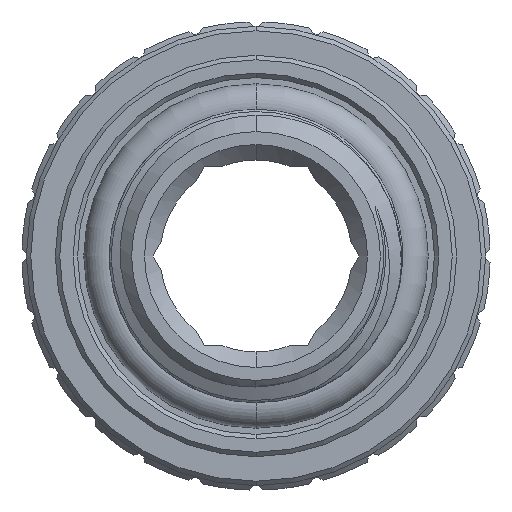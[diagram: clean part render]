
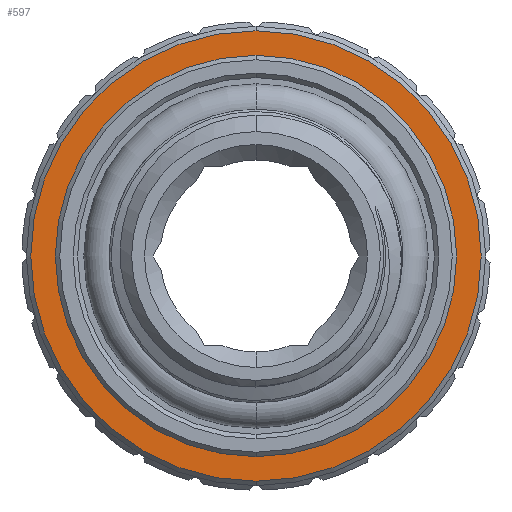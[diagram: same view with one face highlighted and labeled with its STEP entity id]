
A CAD part, front view. The second image highlights one B-rep face of the part: STEP entity #597.
In plain terms, the highlighted planar face has unit normal (0, -1, 0).
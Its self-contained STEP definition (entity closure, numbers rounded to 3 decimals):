
#161 = CARTESIAN_POINT ( 'NONE',  ( 0., 0.2, 10.1 ) ) ;
#597 = ADVANCED_FACE ( 'NONE', ( #3095, #16056 ), #3457, .F. ) ;
#938 = CIRCLE ( 'NONE', #17651, 9. ) ;
#1257 = DIRECTION ( 'NONE',  ( 0., 0., -1. ) ) ;
#1356 = CIRCLE ( 'NONE', #8372, 9. ) ;
#1490 = DIRECTION ( 'NONE',  ( 0., -1., 0. ) ) ;
#1863 = ORIENTED_EDGE ( 'NONE', *, *, #17139, .F. ) ;
#2617 = CIRCLE ( 'NONE', #16690, 10.1 ) ;
#2708 = DIRECTION ( 'NONE',  ( 0., -1., 0. ) ) ;
#2709 = CARTESIAN_POINT ( 'NONE',  ( 0., 0.2, 0. ) ) ;
#3095 = FACE_BOUND ( 'NONE', #13415, .T. ) ;
#3218 = EDGE_CURVE ( 'NONE', #13046, #14079, #938, .T. ) ;
#3457 = PLANE ( 'NONE',  #14711 ) ;
#3741 = EDGE_CURVE ( 'NONE', #13871, #11350, #12645, .T. ) ;
#5196 = CARTESIAN_POINT ( 'NONE',  ( 0., 0.2, 0. ) ) ;
#5633 = DIRECTION ( 'NONE',  ( 0., -1., 0. ) ) ;
#7317 = DIRECTION ( 'NONE',  ( 0., 1., 0. ) ) ;
#7688 = ORIENTED_EDGE ( 'NONE', *, *, #11496, .T. ) ;
#7945 = AXIS2_PLACEMENT_3D ( 'NONE', #2709, #5633, #11253 ) ;
#8372 = AXIS2_PLACEMENT_3D ( 'NONE', #16666, #2708, #1257 ) ;
#8638 = DIRECTION ( 'NONE',  ( 0., 0., -1. ) ) ;
#9050 = CARTESIAN_POINT ( 'NONE',  ( -5.725, 0.2, 0. ) ) ;
#9563 = CARTESIAN_POINT ( 'NONE',  ( 0., 0.2, 9. ) ) ;
#10078 = DIRECTION ( 'NONE',  ( 0., 0., 1. ) ) ;
#10359 = EDGE_LOOP ( 'NONE', ( #7688, #16438 ) ) ;
#10630 = DIRECTION ( 'NONE',  ( 0., 0., -1. ) ) ;
#10811 = DIRECTION ( 'NONE',  ( 0., -1., 0. ) ) ;
#10951 = ORIENTED_EDGE ( 'NONE', *, *, #3218, .F. ) ;
#11253 = DIRECTION ( 'NONE',  ( 0., 0., -1. ) ) ;
#11350 = VERTEX_POINT ( 'NONE', #161 ) ;
#11496 = EDGE_CURVE ( 'NONE', #11350, #13871, #2617, .T. ) ;
#12643 = CARTESIAN_POINT ( 'NONE',  ( 0., 0.2, -10.1 ) ) ;
#12645 = CIRCLE ( 'NONE', #7945, 10.1 ) ;
#13046 = VERTEX_POINT ( 'NONE', #9563 ) ;
#13415 = EDGE_LOOP ( 'NONE', ( #10951, #1863 ) ) ;
#13871 = VERTEX_POINT ( 'NONE', #12643 ) ;
#14079 = VERTEX_POINT ( 'NONE', #17091 ) ;
#14257 = CARTESIAN_POINT ( 'NONE',  ( 0., 0.2, 0. ) ) ;
#14711 = AXIS2_PLACEMENT_3D ( 'NONE', #9050, #7317, #10078 ) ;
#16056 = FACE_OUTER_BOUND ( 'NONE', #10359, .T. ) ;
#16438 = ORIENTED_EDGE ( 'NONE', *, *, #3741, .T. ) ;
#16666 = CARTESIAN_POINT ( 'NONE',  ( 0., 0.2, 0. ) ) ;
#16690 = AXIS2_PLACEMENT_3D ( 'NONE', #5196, #10811, #10630 ) ;
#17091 = CARTESIAN_POINT ( 'NONE',  ( 0., 0.2, -9. ) ) ;
#17139 = EDGE_CURVE ( 'NONE', #14079, #13046, #1356, .T. ) ;
#17651 = AXIS2_PLACEMENT_3D ( 'NONE', #14257, #1490, #8638 ) ;
